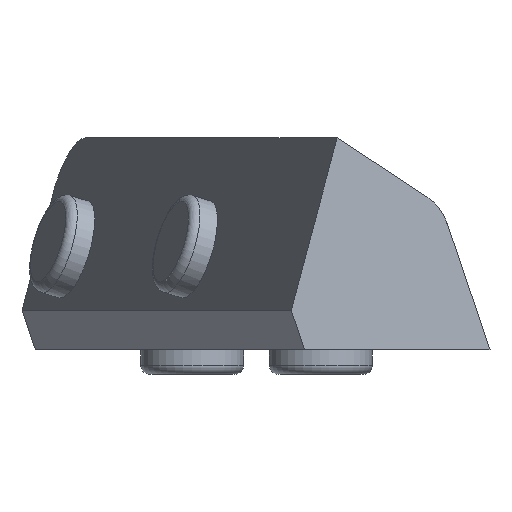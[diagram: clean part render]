
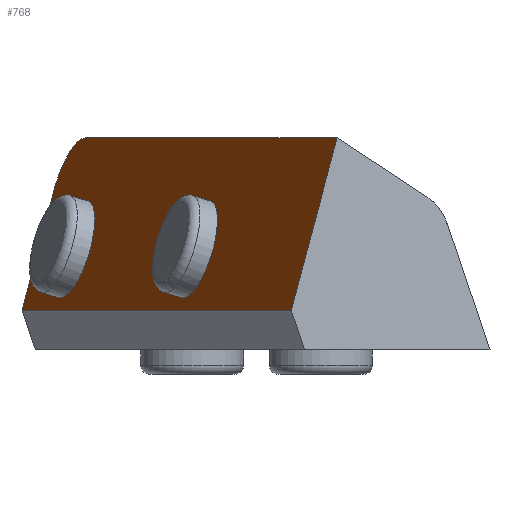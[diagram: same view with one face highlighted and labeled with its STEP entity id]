
A CAD part, left-side view. The second image highlights one B-rep face of the part: STEP entity #768.
In plain terms, the highlighted planar face has unit normal (-0.323, 0.907, 0.272).
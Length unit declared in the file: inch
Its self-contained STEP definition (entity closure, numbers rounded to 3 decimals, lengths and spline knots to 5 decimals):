
#81=CIRCLE('',#860,0.11417);
#82=CIRCLE('',#861,0.11417);
#89=CIRCLE('',#871,0.11417);
#90=CIRCLE('',#872,0.11417);
#122=FACE_BOUND('',#228,.T.);
#123=FACE_BOUND('',#229,.T.);
#143=PLANE('',#875);
#183=FACE_OUTER_BOUND('',#227,.T.);
#227=EDGE_LOOP('',(#706,#707,#708,#709,#710));
#228=EDGE_LOOP('',(#711,#712));
#229=EDGE_LOOP('',(#713,#714));
#235=ELLIPSE('',#835,0.12285,0.11811);
#274=LINE('',#1262,#326);
#284=LINE('',#1330,#336);
#289=LINE('',#1394,#341);
#290=LINE('',#1396,#342);
#326=VECTOR('',#1007,0.3937);
#336=VECTOR('',#1051,0.3937);
#341=VECTOR('',#1112,0.3937);
#342=VECTOR('',#1115,0.3937);
#383=VERTEX_POINT('',#1260);
#384=VERTEX_POINT('',#1261);
#391=VERTEX_POINT('',#1279);
#392=VERTEX_POINT('',#1280);
#403=VERTEX_POINT('',#1366);
#404=VERTEX_POINT('',#1368);
#410=VERTEX_POINT('',#1385);
#411=VERTEX_POINT('',#1387);
#412=VERTEX_POINT('',#1392);
#468=EDGE_CURVE('',#383,#384,#274,.T.);
#477=EDGE_CURVE('',#391,#392,#235,.T.);
#490=EDGE_CURVE('',#392,#384,#284,.T.);
#501=EDGE_CURVE('',#404,#403,#81,.T.);
#502=EDGE_CURVE('',#403,#404,#82,.T.);
#510=EDGE_CURVE('',#411,#410,#89,.T.);
#511=EDGE_CURVE('',#410,#411,#90,.T.);
#513=EDGE_CURVE('',#412,#391,#289,.T.);
#514=EDGE_CURVE('',#412,#383,#290,.T.);
#706=ORIENTED_EDGE('',*,*,#477,.F.);
#707=ORIENTED_EDGE('',*,*,#513,.F.);
#708=ORIENTED_EDGE('',*,*,#514,.T.);
#709=ORIENTED_EDGE('',*,*,#468,.T.);
#710=ORIENTED_EDGE('',*,*,#490,.F.);
#711=ORIENTED_EDGE('',*,*,#501,.T.);
#712=ORIENTED_EDGE('',*,*,#502,.T.);
#713=ORIENTED_EDGE('',*,*,#510,.T.);
#714=ORIENTED_EDGE('',*,*,#511,.T.);
#768=ADVANCED_FACE('',(#183,#122,#123),#143,.T.);
#835=AXIS2_PLACEMENT_3D('',#1281,#1023,#1024);
#860=AXIS2_PLACEMENT_3D('',#1369,#1080,#1081);
#861=AXIS2_PLACEMENT_3D('',#1370,#1082,#1083);
#871=AXIS2_PLACEMENT_3D('',#1388,#1103,#1104);
#872=AXIS2_PLACEMENT_3D('',#1389,#1105,#1106);
#875=AXIS2_PLACEMENT_3D('',#1395,#1113,#1114);
#1007=DIRECTION('',(0.091,-0.256,0.962));
#1023=DIRECTION('center_axis',(0.323,-0.907,-0.272));
#1024=DIRECTION('ref_axis',(0.091,-0.256,0.962));
#1051=DIRECTION('',(-0.942,-0.335,0.));
#1080=DIRECTION('center_axis',(0.323,-0.907,-0.272));
#1081=DIRECTION('ref_axis',(0.942,0.335,0.));
#1082=DIRECTION('center_axis',(0.323,-0.907,-0.272));
#1083=DIRECTION('ref_axis',(0.942,0.335,0.));
#1103=DIRECTION('center_axis',(0.323,-0.907,-0.272));
#1104=DIRECTION('ref_axis',(0.942,0.335,0.));
#1105=DIRECTION('center_axis',(0.323,-0.907,-0.272));
#1106=DIRECTION('ref_axis',(0.942,0.335,0.));
#1112=DIRECTION('',(0.091,-0.256,0.962));
#1113=DIRECTION('center_axis',(-0.323,0.907,0.272));
#1114=DIRECTION('ref_axis',(0.091,-0.256,0.962));
#1115=DIRECTION('',(-0.942,-0.335,0.));
#1260=CARTESIAN_POINT('',(-0.5865,0.47355,0.20833));
#1261=CARTESIAN_POINT('',(-0.54956,0.36978,0.59805));
#1262=CARTESIAN_POINT('',(-0.55847,0.39483,0.50399));
#1279=CARTESIAN_POINT('',(1.14808,1.00963,0.47984));
#1280=CARTESIAN_POINT('',(1.04802,0.93854,0.59805));
#1281=CARTESIAN_POINT('Origin',(1.03681,0.97002,0.47984));
#1330=CARTESIAN_POINT('',(-0.25012,0.47638,0.59805));
#1366=CARTESIAN_POINT('',(0.02646,0.6503,0.34657));
#1368=CARTESIAN_POINT('',(0.24158,0.72689,0.34657));
#1369=CARTESIAN_POINT('Origin',(0.13402,0.6886,0.34657));
#1370=CARTESIAN_POINT('Origin',(0.13402,0.6886,0.34657));
#1385=CARTESIAN_POINT('',(0.80535,0.9276,0.34657));
#1387=CARTESIAN_POINT('',(1.02047,1.00418,0.34657));
#1388=CARTESIAN_POINT('Origin',(0.91291,0.96589,0.34657));
#1389=CARTESIAN_POINT('Origin',(0.91291,0.96589,0.34657));
#1392=CARTESIAN_POINT('',(1.12234,1.08193,0.20833));
#1394=CARTESIAN_POINT('',(1.25662,0.70476,1.62484));
#1395=CARTESIAN_POINT('Origin',(-0.28707,0.58015,0.20833));
#1396=CARTESIAN_POINT('',(-0.28707,0.58015,0.20833));
